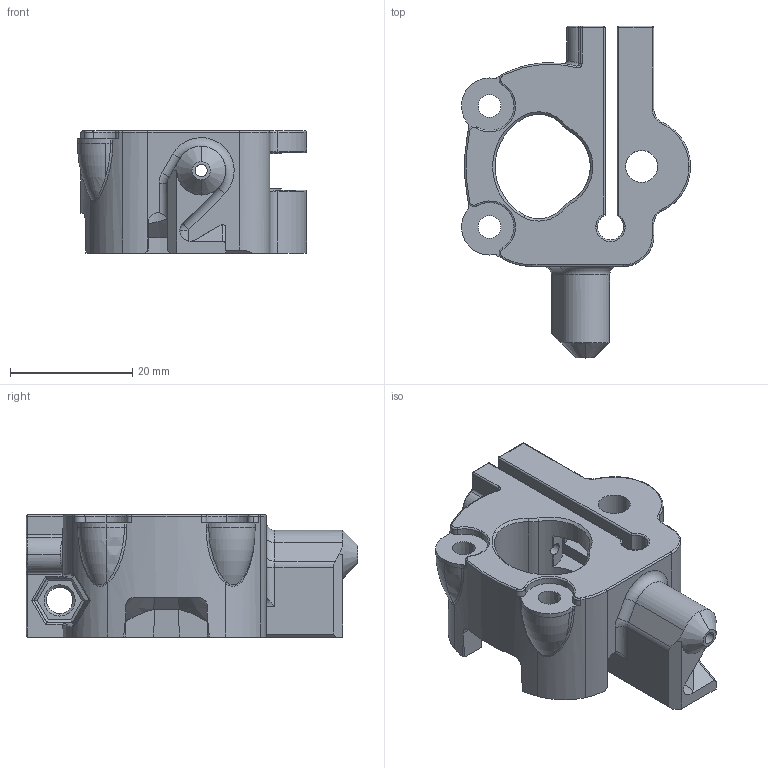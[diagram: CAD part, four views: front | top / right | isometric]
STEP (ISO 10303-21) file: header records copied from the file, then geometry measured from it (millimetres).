
FILE_DESCRIPTION (( 'STEP AP203' ), '1' );
FILE_NAME ('derpyfilamentdrive_copy.STEP', '2014-08-03T20:18:11', ( '' ), ( '' ), 'SwSTEP 2.0', 'SolidWorks 2012', '' );
FILE_SCHEMA (( 'CONFIG_CONTROL_DESIGN' ));
Length unit declared in the file: millimetre
Products named in the file (1): derpyfilamentdrive_copy
Bounding box: 37.5 x 54.35 x 20 mm (x, y, z)
Volume: 13798.6 mm3; surface area: 8439.1 mm2
Topology: 1 solids, 1 shells, 264 faces, 695 edges, 425 vertices
Faces by surface type: cylinder 116, plane 66, torus 39, cone 26, bspline 12, sphere 5
Entity records: 9051 total; most frequent: CARTESIAN_POINT 2506, DIRECTION 1394, ORIENTED_EDGE 1378, EDGE_CURVE 689, AXIS2_PLACEMENT_3D 549, VERTEX_POINT 424, VECTOR 296, CIRCLE 296
